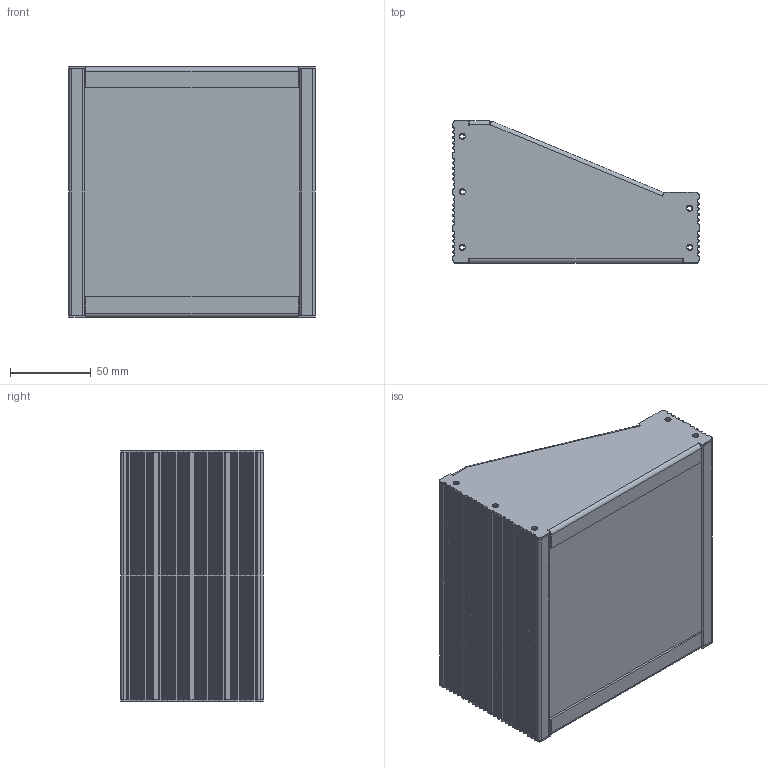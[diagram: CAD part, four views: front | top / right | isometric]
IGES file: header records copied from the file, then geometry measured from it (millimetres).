
Start section: SolidWorks IGES file using analytic representation for surfaces
Global section: file name: Extruded Consolet Case Mk 0.igs; native system: SolidWorks 2020; preprocessor: SolidWorks 2020; author: John Lord; date: 200518.103714; units: inch
Bounding box: 152.4 x 88.14 x 154.84 mm (x, y, z)
Surface area: 248790.9 mm2 (no closed solid volume)
Topology: 0 solids, 0 shells, 1250 faces, 11745 edges, 11745 vertices
Faces by surface type: bspline 634, revolution 616
